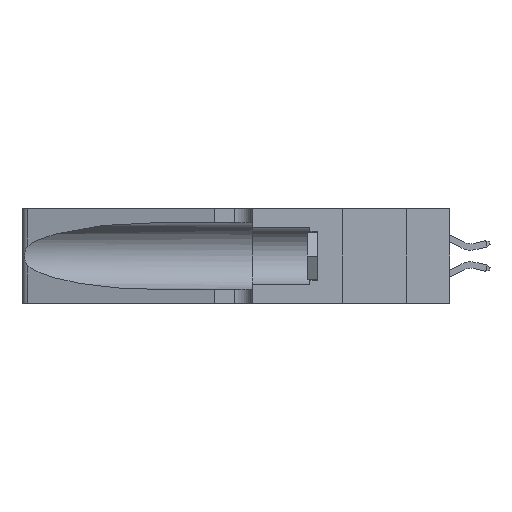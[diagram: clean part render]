
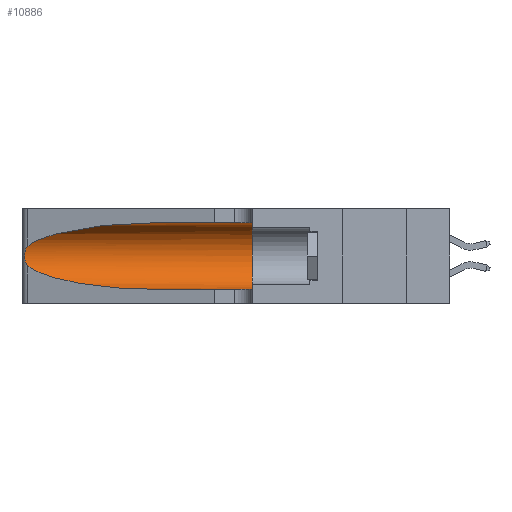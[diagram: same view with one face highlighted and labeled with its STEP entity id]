
A CAD part, left-side view. The second image highlights one B-rep face of the part: STEP entity #10886.
In plain terms, the highlighted cylindrical face has radius 3.308 mm (diameter 6.617 mm), a partial arc.
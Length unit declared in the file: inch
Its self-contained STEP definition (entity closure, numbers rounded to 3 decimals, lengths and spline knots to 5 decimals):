
#142 = CARTESIAN_POINT ( 'NONE',  ( 0.26075, 1.23896, 0.178 ) ) ;
#1613 = VECTOR ( 'NONE', #35172, 39.37008 ) ;
#1918 = ORIENTED_EDGE ( 'NONE', *, *, #32201, .T. ) ;
#2374 = CARTESIAN_POINT ( 'NONE',  ( 0.1305, 1.61858, 0.05475 ) ) ;
#2501 = AXIS2_PLACEMENT_3D ( 'NONE', #12368, #32493, #15306 ) ;
#3093 = CARTESIAN_POINT ( 'NONE',  ( 0.25856, 1.23593, 0.16098 ) ) ;
#3340 = VERTEX_POINT ( 'NONE', #4636 ) ;
#4364 = DIRECTION ( 'NONE',  ( 0., -1., 0. ) ) ;
#4636 = CARTESIAN_POINT ( 'NONE',  ( 0.1305, 0.72297, 0.31525 ) ) ;
#5115 = CARTESIAN_POINT ( 'NONE',  ( 0.1305, 0.72297, 0.05475 ) ) ;
#6065 = CARTESIAN_POINT ( 'NONE',  ( 0.25639, 1.23186, 0.15144 ) ) ;
#6754 = CARTESIAN_POINT ( 'NONE',  ( 0.1305, 0.35, 0.05475 ) ) ;
#7322 = CARTESIAN_POINT ( 'NONE',  ( 0.1305, 1.61858, 0.185 ) ) ;
#8227 = ORIENTED_EDGE ( 'NONE', *, *, #21113, .T. ) ;
#8990 = CARTESIAN_POINT ( 'NONE',  ( 0.25487, 1.22718, 0.14631 ) ) ;
#9082 = CYLINDRICAL_SURFACE ( 'NONE', #10326, 0.13025 ) ;
#9390 = CARTESIAN_POINT ( 'NONE',  ( 0.1305, 0.72297, 0.31525 ) ) ;
#10284 = LINE ( 'NONE', #18001, #1613 ) ;
#10318 = B_SPLINE_CURVE_WITH_KNOTS ( 'NONE', 3,
 ( #17472, #34640, #11753, #31878, #14671, #34764, #17593, #142, #20448, #3093, #23340, #6065, #26244, #8990 ),
 .UNSPECIFIED., .F., .F.,
 ( 4, 2, 2, 2, 2, 2, 4 ),
 ( 0., 0.00027, 0.00053, 0.00107, 0.0016, 0.00187, 0.00214 ),
 .UNSPECIFIED. ) ;
#10326 = AXIS2_PLACEMENT_3D ( 'NONE', #7322, #4364, #27480 ) ;
#10510 = ORIENTED_EDGE ( 'NONE', *, *, #10823, .F. ) ;
#10823 = EDGE_CURVE ( 'NONE', #17344, #37395, #34741, .T. ) ;
#10886 = ADVANCED_FACE ( 'NONE', ( #24425 ), #9082, .F. ) ;
#11178 = ORIENTED_EDGE ( 'NONE', *, *, #32157, .F. ) ;
#11747 = LINE ( 'NONE', #2374, #33787 ) ;
#11753 = CARTESIAN_POINT ( 'NONE',  ( 0.25639, 1.23184, 0.21858 ) ) ;
#12368 = CARTESIAN_POINT ( 'NONE',  ( 0.1305, 0.35, 0.185 ) ) ;
#14076 = DIRECTION ( 'NONE',  ( 0., -1., 0. ) ) ;
#14671 = CARTESIAN_POINT ( 'NONE',  ( 0.25854, 1.2359, 0.20912 ) ) ;
#15121 = CARTESIAN_POINT ( 'NONE',  ( 0.1305, 0.72297, 0.05475 ) ) ;
#15306 = DIRECTION ( 'NONE',  ( 0., 0., 1. ) ) ;
#15342 = CARTESIAN_POINT ( 'NONE',  ( 0.2373, 1.15595, 0.28018 ) ) ;
#17344 = VERTEX_POINT ( 'NONE', #28836 ) ;
#17472 = CARTESIAN_POINT ( 'NONE',  ( 0.25487, 1.22718, 0.22369 ) ) ;
#17593 = CARTESIAN_POINT ( 'NONE',  ( 0.26075, 1.23896, 0.19203 ) ) ;
#18001 = CARTESIAN_POINT ( 'NONE',  ( 0.1305, 1.61858, 0.31525 ) ) ;
#20227 = ORIENTED_EDGE ( 'NONE', *, *, #23194, .T. ) ;
#20448 = CARTESIAN_POINT ( 'NONE',  ( 0.26017, 1.23833, 0.17102 ) ) ;
#20972 = CARTESIAN_POINT ( 'NONE',  ( 0.18966, 0.96281, 0.31525 ) ) ;
#21113 = EDGE_CURVE ( 'NONE', #34453, #37395, #11747, .T. ) ;
#21755 = VERTEX_POINT ( 'NONE', #25484 ) ;
#23194 = EDGE_CURVE ( 'NONE', #21755, #34453, #23718, .T. ) ;
#23266 = ORIENTED_EDGE ( 'NONE', *, *, #28781, .T. ) ;
#23340 = CARTESIAN_POINT ( 'NONE',  ( 0.25789, 1.23486, 0.15765 ) ) ;
#23718 =( BOUNDED_CURVE ( )  B_SPLINE_CURVE ( 3, ( #26560, #29438, #32300, #15121 ),
 .UNSPECIFIED., .F., .T. ) 
 B_SPLINE_CURVE_WITH_KNOTS ( ( 4, 4 ),
 ( 3.44316, 4.71239 ),
 .UNSPECIFIED. ) 
 CURVE ( )  GEOMETRIC_REPRESENTATION_ITEM ( )  RATIONAL_B_SPLINE_CURVE ( ( 1., 0.87, 0.87, 1. ) ) 
 REPRESENTATION_ITEM ( '' )  );
#24425 = FACE_OUTER_BOUND ( 'NONE', #33020, .T. ) ;
#25484 = CARTESIAN_POINT ( 'NONE',  ( 0.25487, 1.22718, 0.14631 ) ) ;
#26244 = CARTESIAN_POINT ( 'NONE',  ( 0.25555, 1.22993, 0.14849 ) ) ;
#26560 = CARTESIAN_POINT ( 'NONE',  ( 0.25487, 1.22718, 0.14631 ) ) ;
#27480 = DIRECTION ( 'NONE',  ( 0., 0., -1. ) ) ;
#28781 = EDGE_CURVE ( 'NONE', #36637, #21755, #10318, .T. ) ;
#28836 = CARTESIAN_POINT ( 'NONE',  ( 0.1305, 0.35, 0.31525 ) ) ;
#29438 = CARTESIAN_POINT ( 'NONE',  ( 0.2373, 1.15595, 0.08982 ) ) ;
#30232 = CARTESIAN_POINT ( 'NONE',  ( 0.25487, 1.22718, 0.22369 ) ) ;
#31878 = CARTESIAN_POINT ( 'NONE',  ( 0.25787, 1.23484, 0.2124 ) ) ;
#32157 = EDGE_CURVE ( 'NONE', #3340, #17344, #10284, .T. ) ;
#32201 = EDGE_CURVE ( 'NONE', #3340, #36637, #34283, .T. ) ;
#32300 = CARTESIAN_POINT ( 'NONE',  ( 0.18966, 0.96281, 0.05475 ) ) ;
#32493 = DIRECTION ( 'NONE',  ( 0., 1., 0. ) ) ;
#33020 = EDGE_LOOP ( 'NONE', ( #1918, #23266, #20227, #8227, #10510, #11178 ) ) ;
#33787 = VECTOR ( 'NONE', #14076, 39.37008 ) ;
#34283 =( BOUNDED_CURVE ( )  B_SPLINE_CURVE ( 3, ( #9390, #20972, #15342, #35422 ),
 .UNSPECIFIED., .F., .T. ) 
 B_SPLINE_CURVE_WITH_KNOTS ( ( 4, 4 ),
 ( 1.5708, 2.84003 ),
 .UNSPECIFIED. ) 
 CURVE ( )  GEOMETRIC_REPRESENTATION_ITEM ( )  RATIONAL_B_SPLINE_CURVE ( ( 1., 0.87, 0.87, 1. ) ) 
 REPRESENTATION_ITEM ( '' )  );
#34453 = VERTEX_POINT ( 'NONE', #5115 ) ;
#34640 = CARTESIAN_POINT ( 'NONE',  ( 0.25555, 1.22994, 0.2215 ) ) ;
#34741 = CIRCLE ( 'NONE', #2501, 0.13025 ) ;
#34764 = CARTESIAN_POINT ( 'NONE',  ( 0.26018, 1.23835, 0.19895 ) ) ;
#35172 = DIRECTION ( 'NONE',  ( 0., -1., 0. ) ) ;
#35422 = CARTESIAN_POINT ( 'NONE',  ( 0.25487, 1.22718, 0.22369 ) ) ;
#36637 = VERTEX_POINT ( 'NONE', #30232 ) ;
#37395 = VERTEX_POINT ( 'NONE', #6754 ) ;
